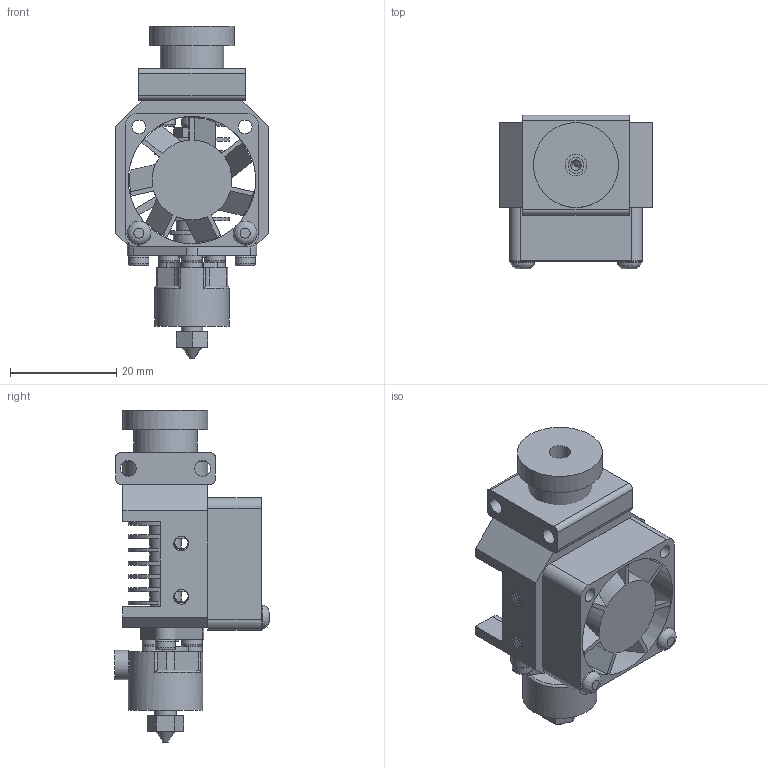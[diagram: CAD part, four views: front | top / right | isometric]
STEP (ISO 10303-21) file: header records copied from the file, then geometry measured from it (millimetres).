
FILE_DESCRIPTION(/* description */ (''),/* implementation_level */ '2;1');
FILE_NAME(/* name */ 'XG Hotend Web.step',/* time_stamp */ '2022-08-05T11:30:55+02:00',/* author */ (''),/* organization */ (''),/* preprocessor_version */ 'ST-DEVELOPER v19',/* originating_system */ 'Autodesk Translation Framework v11.7.0.108',/* authorisation */ '');
FILE_SCHEMA (('AUTOMOTIVE_DESIGN { 1 0 10303 214 3 1 1 }'));
Products named in the file (12): XG Hotend Web; Ring Heater Cu; Heatsink Cu; Frame Al; 2510 Fan; ISO 7380 M2.5x14 SS; Nozzle; DIN 912 M2x6 SS (1); Groove Mount Al; Creality Mount Al; Thermistor; Heatbreak
Assembly tree (11 placements, depth 2):
  XG Hotend Web
    Ring Heater Cu
    Heatsink Cu
    Frame Al
    2510 Fan
    ISO 7380 M2.5x14 SS
    Nozzle
    DIN 912 M2x6 SS (1)
    Groove Mount Al
    Creality Mount Al
    Thermistor
    Heatbreak
Bounding box: 28.8 x 29 x 62.5 mm (x, y, z)
Volume: 13828.1 mm3; surface area: 16126.9 mm2
Topology: 15 solids, 15 shells, 730 faces, 1959 edges, 1306 vertices
Faces by surface type: cylinder 492, plane 178, bspline 41, torus 17, cone 2
Full cylindrical faces by diameter (mm): 1.623 x32, 2 x16, 2.074 x26, 2.075 x16, 2.5 x2, 2.529 x12, 2.58 x6, 2.6 x6, 3 x5, 3.086 x8, 3.1 x8, 3.6 x2, 3.8 x7, 4 x4, 4.1 x2, 4.5 x2, 5 x1, 5.035 x3, 5.5 x1, 6 x8, 6.147 x1, 7 x1, 10 x1, 12 x1, 14 x8, 15 x1, 16 x2, 24 x1
Entity records: 47135 total; most frequent: CARTESIAN_POINT 29630, ORIENTED_EDGE 3918, DIRECTION 2981, EDGE_CURVE 1959, VERTEX_POINT 1306, AXIS2_PLACEMENT_3D 1146, EDGE_LOOP 853, B_SPLINE_CURVE_WITH_KNOTS 836
